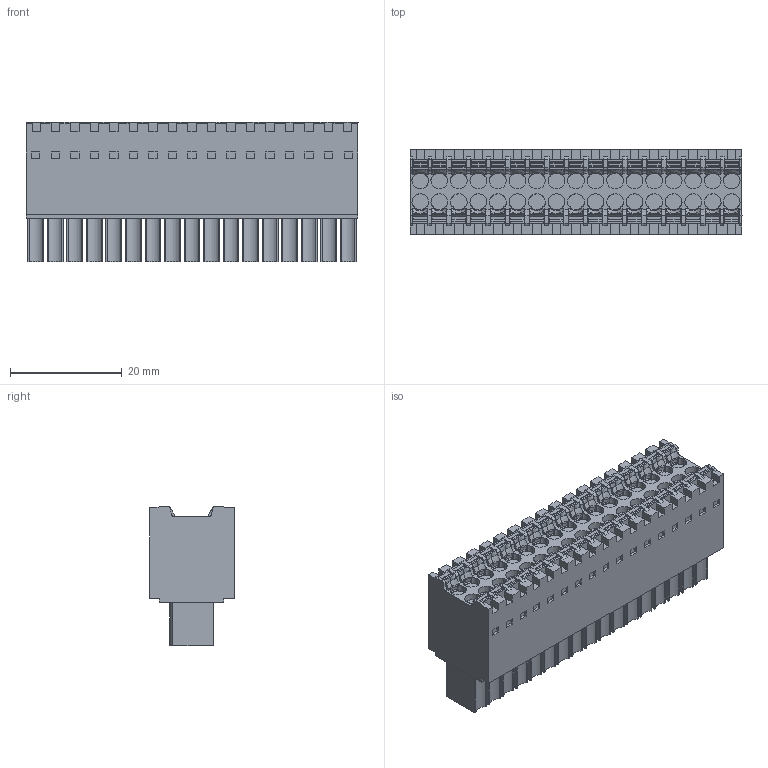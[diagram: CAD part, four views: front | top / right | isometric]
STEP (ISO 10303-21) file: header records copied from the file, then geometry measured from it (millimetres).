
FILE_DESCRIPTION(('CATIA V5 STEP','CAx-IF Rec.Pracs.--- Model Styling and Organization---1.4--- 2014-01-23'),'2;1');
FILE_NAME ('D1450434_1', '2023-08-22T06:45:06+00:00', ('none'), ('Weidmueller'), 'CATIA Version 5-6 Release 2016 SP3 HF44', 'CATIA V5 STEP AP214', 'none');
FILE_SCHEMA(('AUTOMOTIVE_DESIGN { 1 0 10303 214 1 1 1 1 }'));
Products named in the file (1): 1277440000
Bounding box: 59.5 x 15.2 x 25.05 mm (x, y, z)
Volume: 16552 mm3; surface area: 10277.6 mm2
Topology: 35 solids, 35 shells, 2249 faces, 6559 edges, 4465 vertices
Faces by surface type: plane 1463, cylinder 274, torus 203, extrusion 173, cone 68, bspline 68
Entity records: 77042 total; most frequent: CARTESIAN_POINT 24078, ORIENTED_EDGE 13118, DIRECTION 7445, EDGE_CURVE 6559, VECTOR 4820, LINE 4647, VERTEX_POINT 4465, EDGE_LOOP 2334
